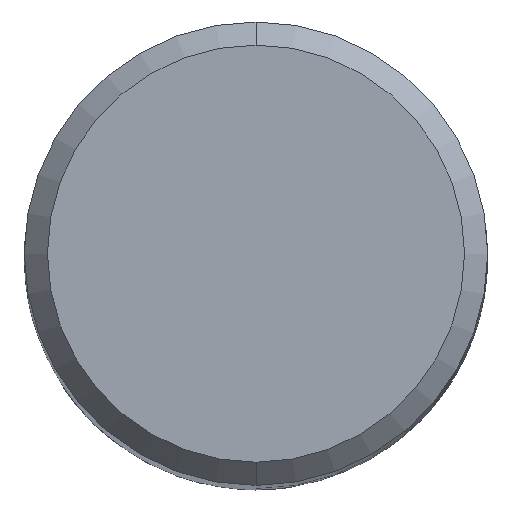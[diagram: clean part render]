
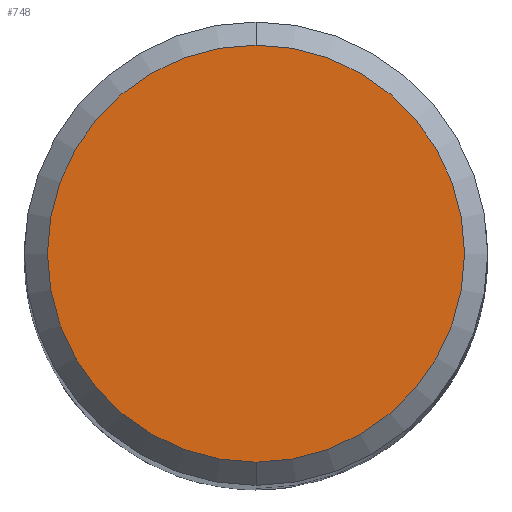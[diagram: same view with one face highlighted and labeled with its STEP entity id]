
A CAD part, top view. The second image highlights one B-rep face of the part: STEP entity #748.
In plain terms, the highlighted planar face has unit normal (0, 0, 1).
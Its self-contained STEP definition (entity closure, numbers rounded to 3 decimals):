
#342=EDGE_CURVE('',#630,#426,#866,.T.);
#426=VERTEX_POINT('',#960);
#630=VERTEX_POINT('',#1183);
#632=EDGE_CURVE('',#426,#630,#1185,.T.);
#748=ADVANCED_FACE('',(#1313),#1314,.T.);
#866=CIRCLE('',#1533,5.4);
#960=CARTESIAN_POINT('',(0.,-5.4,0.0));
#1183=CARTESIAN_POINT('',(0.0,5.4,0.0));
#1185=CIRCLE('',#3702,5.4);
#1313=FACE_OUTER_BOUND('',#4146,.T.);
#1314=PLANE('',#4147);
#1533=AXIS2_PLACEMENT_3D('',#4265,#4266,#4267);
#3702=AXIS2_PLACEMENT_3D('',#4679,#4680,#4681);
#4146=EDGE_LOOP('',(#4831,#4832));
#4147=AXIS2_PLACEMENT_3D('',#4833,#4834,#4835);
#4265=CARTESIAN_POINT('',(0.0,0.0,0.0));
#4266=DIRECTION('',(0.0,0.0,-1.0));
#4267=DIRECTION('',(0.0,1.0,0.0));
#4679=CARTESIAN_POINT('',(0.0,0.0,0.0));
#4680=DIRECTION('',(0.0,0.0,-1.0));
#4681=DIRECTION('',(0.0,1.0,0.0));
#4831=ORIENTED_EDGE('',*,*,#342,.F.);
#4832=ORIENTED_EDGE('',*,*,#632,.F.);
#4833=CARTESIAN_POINT('',(0.0,2.7,0.0));
#4834=DIRECTION('',(-0.0,0.0,1.0));
#4835=DIRECTION('',(0.0,-1.0,0.0));
